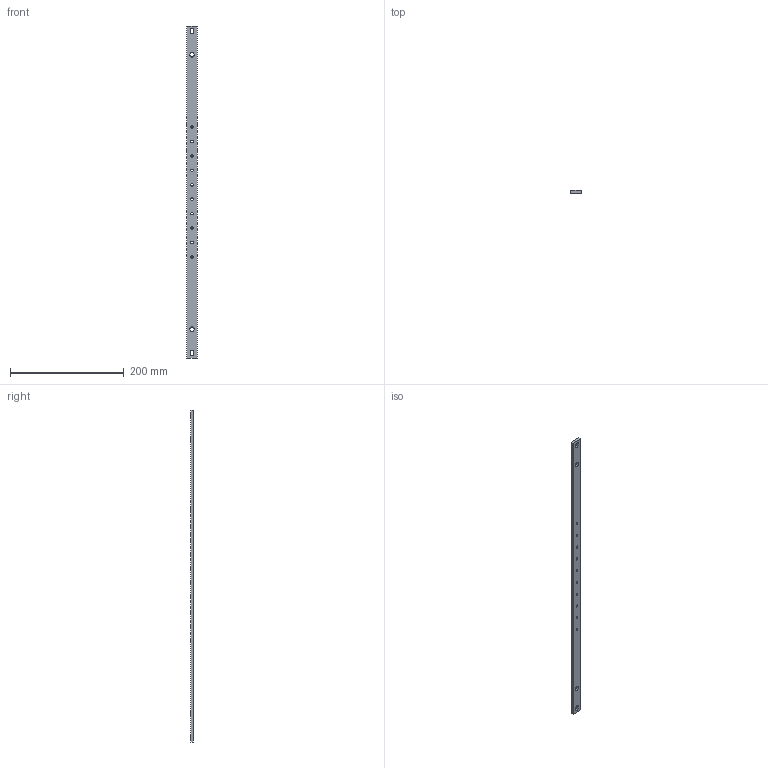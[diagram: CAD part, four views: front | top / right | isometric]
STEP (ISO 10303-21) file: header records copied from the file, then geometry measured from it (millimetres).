
FILE_DESCRIPTION( ( 'Unknown' ), '1' );
FILE_NAME( 'GRDBAR23.stp', 'Unknown', ( 'Unknown' ), ( 'Unknown' ), 'PSStep 15.0.49', 'Unknown', ' ' );
FILE_SCHEMA( ( 'AUTOMOTIVE_DESIGN { 1 0 10303 214 1 1 1 1 }' ) );
Length unit declared in the file: millimetre
Products named in the file (1): 1
Bounding box: 19.05 x 4.76 x 584.2 mm (x, y, z)
Volume: 51316.2 mm3; surface area: 28441.1 mm2
Topology: 1 solids, 1 shells, 26 faces, 84 edges, 60 vertices
Faces by surface type: cylinder 16, plane 10
Full cylindrical faces by diameter (mm): 4.394 x10, 7.925 x2
Entity records: 1068 total; most frequent: DIRECTION 146, CARTESIAN_POINT 135, ORIENTED_EDGE 120, EDGE_LOOP 66, EDGE_CURVE 60, AXIS2_PLACEMENT_3D 59, VERTEX_POINT 48, FACE_OUTER_BOUND 38
